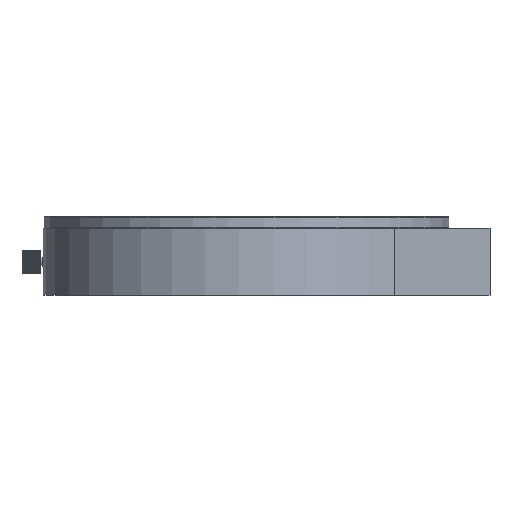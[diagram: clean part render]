
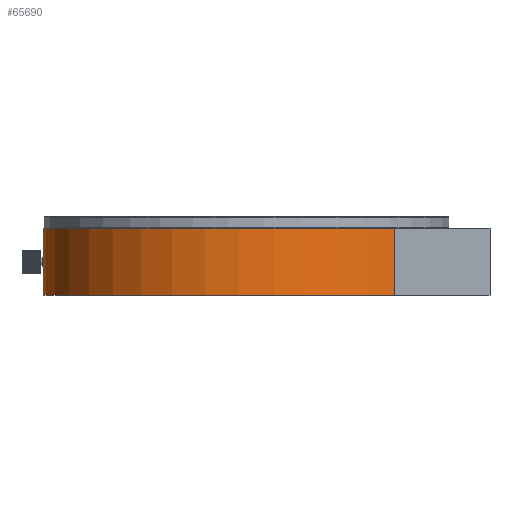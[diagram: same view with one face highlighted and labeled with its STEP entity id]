
A CAD part, left-side view. The second image highlights one B-rep face of the part: STEP entity #65690.
In plain terms, the highlighted cylindrical face has radius 60 mm (diameter 120 mm), a partial arc.
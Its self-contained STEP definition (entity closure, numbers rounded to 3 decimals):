
#398 = CARTESIAN_POINT ( 'NONE',  ( 41.09, -43.722, 9.9 ) ) ;
#2518 = CARTESIAN_POINT ( 'NONE',  ( 0.63, 59.997, -0.82 ) ) ;
#2886 = CIRCLE ( 'NONE', #95584, 60. ) ;
#3420 = EDGE_CURVE ( 'NONE', #118009, #92881, #12971, .T. ) ;
#7389 = CARTESIAN_POINT ( 'NONE',  ( 0., 0., -9.9 ) ) ;
#10099 = EDGE_CURVE ( 'NONE', #53964, #53964, #69434, .T. ) ;
#11937 = CARTESIAN_POINT ( 'NONE',  ( -41.09, -43.722, 9.9 ) ) ;
#12971 = CIRCLE ( 'NONE', #97913, 60. ) ;
#15274 = EDGE_CURVE ( 'NONE', #57816, #118009, #83236, .T. ) ;
#15857 = DIRECTION ( 'NONE',  ( 0., 1., 0. ) ) ;
#17940 = EDGE_LOOP ( 'NONE', ( #110012, #80722, #83007, #97835 ) ) ;
#19487 = CARTESIAN_POINT ( 'NONE',  ( 1.025, 59.991, -0.271 ) ) ;
#20667 = CARTESIAN_POINT ( 'NONE',  ( 0.914, 59.993, -0.536 ) ) ;
#21077 = ORIENTED_EDGE ( 'NONE', *, *, #10099, .T. ) ;
#25205 = CARTESIAN_POINT ( 'NONE',  ( 0., 0., 9.9 ) ) ;
#26474 = EDGE_CURVE ( 'NONE', #57816, #104462, #2886, .T. ) ;
#27962 = CARTESIAN_POINT ( 'NONE',  ( 0.998, 59.992, 0.268 ) ) ;
#28539 = CARTESIAN_POINT ( 'NONE',  ( 0.536, 59.998, 0.914 ) ) ;
#29120 = CARTESIAN_POINT ( 'NONE',  ( -0.268, 60., 0.998 ) ) ;
#29727 = CARTESIAN_POINT ( 'NONE',  ( 0.135, 60., -1.025 ) ) ;
#33162 = LINE ( 'NONE', #50117, #67743 ) ;
#35936 = EDGE_LOOP ( 'NONE', ( #21077 ) ) ;
#37618 = CARTESIAN_POINT ( 'NONE',  ( 0.82, 59.994, 0.63 ) ) ;
#40803 = VECTOR ( 'NONE', #74165, 1000. ) ;
#41492 = EDGE_CURVE ( 'NONE', #92881, #104462, #33162, .T. ) ;
#43672 = DIRECTION ( 'NONE',  ( 0., 0., 1. ) ) ;
#47874 = CARTESIAN_POINT ( 'NONE',  ( 0., 60., 1.025 ) ) ;
#50117 = CARTESIAN_POINT ( 'NONE',  ( -41.09, -43.722, 9.9 ) ) ;
#52681 = CYLINDRICAL_SURFACE ( 'NONE', #104665, 60. ) ;
#53865 = FACE_OUTER_BOUND ( 'NONE', #17940, .T. ) ;
#53964 = VERTEX_POINT ( 'NONE', #106636 ) ;
#55766 = CARTESIAN_POINT ( 'NONE',  ( -0.536, 59.998, -0.914 ) ) ;
#57816 = VERTEX_POINT ( 'NONE', #67056 ) ;
#59783 = DIRECTION ( 'NONE',  ( 0., 0., 1. ) ) ;
#62338 = DIRECTION ( 'NONE',  ( 0., 1., 0. ) ) ;
#64852 = CARTESIAN_POINT ( 'NONE',  ( -0.998, 59.992, -0.268 ) ) ;
#65431 = CARTESIAN_POINT ( 'NONE',  ( 0.271, 60., 1.025 ) ) ;
#65690 = ADVANCED_FACE ( 'NONE', ( #53865, #119213 ), #52681, .T. ) ;
#66017 = CARTESIAN_POINT ( 'NONE',  ( -0.896, 59.993, -0.516 ) ) ;
#67056 = CARTESIAN_POINT ( 'NONE',  ( 41.09, -43.722, 9.9 ) ) ;
#67600 = CARTESIAN_POINT ( 'NONE',  ( 41.09, -43.722, -9.9 ) ) ;
#67743 = VECTOR ( 'NONE', #59783, 1000. ) ;
#69434 = B_SPLINE_CURVE_WITH_KNOTS ( 'NONE', 3,
 ( #47874, #112616, #29120, #83590, #82997, #94425, #103527, #73921, #64852, #66017, #84759, #55766, #101762, #29727, #102930, #112015, #2518, #20667, #19487, #110845, #27962, #111433, #37618, #28539, #65431, #102340 ),
 .UNSPECIFIED., .T., .F.,
 ( 4, 2, 2, 2, 2, 2, 2, 2, 2, 2, 2, 2, 4 ),
 ( -0.002, -0.001, -0.001, 0., 0., 0.001, 0.002, 0.002, 0.002, 0.003, 0.004, 0.004, 0.005 ),
 .UNSPECIFIED. ) ;
#71755 = DIRECTION ( 'NONE',  ( 0., 1., 0. ) ) ;
#73921 = CARTESIAN_POINT ( 'NONE',  ( -1.025, 59.991, -0.135 ) ) ;
#74165 = DIRECTION ( 'NONE',  ( 0., 0., -1. ) ) ;
#80253 = DIRECTION ( 'NONE',  ( 0., 0., 1. ) ) ;
#80722 = ORIENTED_EDGE ( 'NONE', *, *, #15274, .T. ) ;
#82997 = CARTESIAN_POINT ( 'NONE',  ( -0.63, 59.997, 0.82 ) ) ;
#83007 = ORIENTED_EDGE ( 'NONE', *, *, #3420, .T. ) ;
#83236 = LINE ( 'NONE', #398, #40803 ) ;
#83590 = CARTESIAN_POINT ( 'NONE',  ( -0.516, 59.998, 0.896 ) ) ;
#84759 = CARTESIAN_POINT ( 'NONE',  ( -0.82, 59.994, -0.63 ) ) ;
#92881 = VERTEX_POINT ( 'NONE', #99400 ) ;
#94425 = CARTESIAN_POINT ( 'NONE',  ( -0.914, 59.993, 0.536 ) ) ;
#95584 = AXIS2_PLACEMENT_3D ( 'NONE', #25205, #80253, #71755 ) ;
#97835 = ORIENTED_EDGE ( 'NONE', *, *, #41492, .T. ) ;
#97913 = AXIS2_PLACEMENT_3D ( 'NONE', #7389, #43672, #15857 ) ;
#99246 = CARTESIAN_POINT ( 'NONE',  ( 0., 0., 9.9 ) ) ;
#99400 = CARTESIAN_POINT ( 'NONE',  ( -41.09, -43.722, -9.9 ) ) ;
#101762 = CARTESIAN_POINT ( 'NONE',  ( -0.271, 60., -1.025 ) ) ;
#102340 = CARTESIAN_POINT ( 'NONE',  ( 0., 60., 1.025 ) ) ;
#102930 = CARTESIAN_POINT ( 'NONE',  ( 0.268, 60., -0.998 ) ) ;
#103527 = CARTESIAN_POINT ( 'NONE',  ( -1.025, 59.991, 0.271 ) ) ;
#104462 = VERTEX_POINT ( 'NONE', #11937 ) ;
#104665 = AXIS2_PLACEMENT_3D ( 'NONE', #99246, #117415, #62338 ) ;
#106636 = CARTESIAN_POINT ( 'NONE',  ( -1.025, 59.991, 0. ) ) ;
#110012 = ORIENTED_EDGE ( 'NONE', *, *, #26474, .F. ) ;
#110845 = CARTESIAN_POINT ( 'NONE',  ( 1.025, 59.991, 0.135 ) ) ;
#111433 = CARTESIAN_POINT ( 'NONE',  ( 0.896, 59.993, 0.516 ) ) ;
#112015 = CARTESIAN_POINT ( 'NONE',  ( 0.516, 59.998, -0.896 ) ) ;
#112616 = CARTESIAN_POINT ( 'NONE',  ( -0.135, 60., 1.025 ) ) ;
#117415 = DIRECTION ( 'NONE',  ( 0., 0., -1. ) ) ;
#118009 = VERTEX_POINT ( 'NONE', #67600 ) ;
#119213 = FACE_BOUND ( 'NONE', #35936, .T. ) ;
